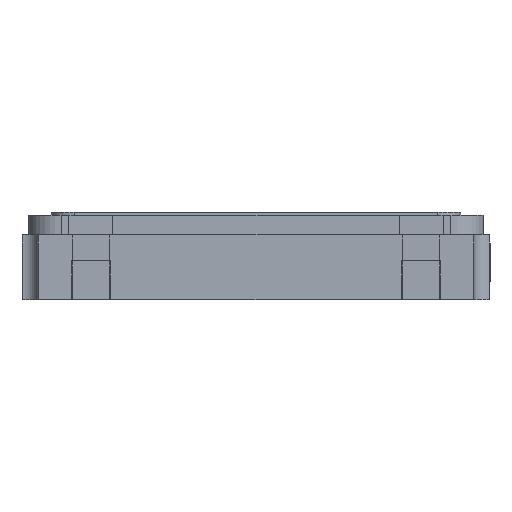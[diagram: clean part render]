
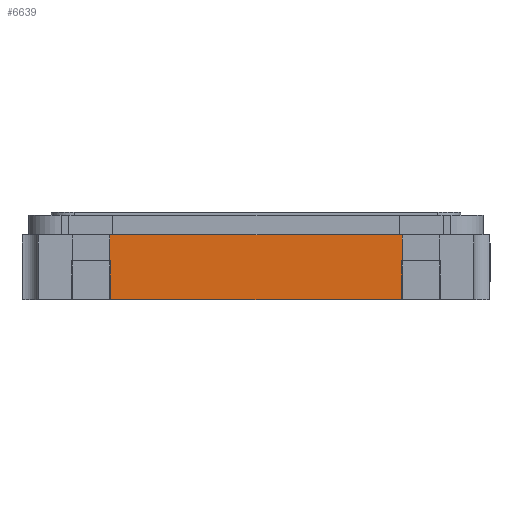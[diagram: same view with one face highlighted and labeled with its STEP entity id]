
A CAD part, front view. The second image highlights one B-rep face of the part: STEP entity #6639.
In plain terms, the highlighted planar face has unit normal (0, -1, 0).
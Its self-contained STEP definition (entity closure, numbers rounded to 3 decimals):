
#368=ORIENTED_EDGE('',*,*,#2221,.F.);
#369=ORIENTED_EDGE('',*,*,#2330,.T.);
#370=ORIENTED_EDGE('',*,*,#2331,.T.);
#371=ORIENTED_EDGE('',*,*,#2332,.T.);
#372=ORIENTED_EDGE('',*,*,#2333,.F.);
#373=ORIENTED_EDGE('',*,*,#2334,.F.);
#374=ORIENTED_EDGE('',*,*,#2245,.T.);
#375=ORIENTED_EDGE('',*,*,#2231,.F.);
#376=ORIENTED_EDGE('',*,*,#2335,.F.);
#377=ORIENTED_EDGE('',*,*,#2336,.F.);
#378=ORIENTED_EDGE('',*,*,#2337,.T.);
#379=ORIENTED_EDGE('',*,*,#2300,.T.);
#2221=EDGE_CURVE('',#3212,#3213,#3868,.T.);
#2231=EDGE_CURVE('',#3222,#3223,#3878,.T.);
#2245=EDGE_CURVE('',#3236,#3223,#3892,.T.);
#2300=EDGE_CURVE('',#3285,#3213,#3943,.T.);
#2330=EDGE_CURVE('',#3212,#3308,#3973,.T.);
#2331=EDGE_CURVE('',#3308,#3309,#3974,.T.);
#2332=EDGE_CURVE('',#3309,#3310,#3975,.T.);
#2333=EDGE_CURVE('',#3311,#3310,#3976,.T.);
#2334=EDGE_CURVE('',#3236,#3311,#3977,.T.);
#2335=EDGE_CURVE('',#3312,#3222,#3978,.T.);
#2336=EDGE_CURVE('',#3313,#3312,#3979,.T.);
#2337=EDGE_CURVE('',#3313,#3285,#3980,.T.);
#3212=VERTEX_POINT('',#9985);
#3213=VERTEX_POINT('',#9987);
#3222=VERTEX_POINT('',#10007);
#3223=VERTEX_POINT('',#10009);
#3236=VERTEX_POINT('',#10037);
#3285=VERTEX_POINT('',#10144);
#3308=VERTEX_POINT('',#10203);
#3309=VERTEX_POINT('',#10205);
#3310=VERTEX_POINT('',#10207);
#3311=VERTEX_POINT('',#10209);
#3312=VERTEX_POINT('',#10212);
#3313=VERTEX_POINT('',#10214);
#3868=LINE('',#9986,#4711);
#3878=LINE('',#10008,#4721);
#3892=LINE('',#10036,#4735);
#3943=LINE('',#10143,#4786);
#3973=LINE('',#10202,#4816);
#3974=LINE('',#10204,#4817);
#3975=LINE('',#10206,#4818);
#3976=LINE('',#10208,#4819);
#3977=LINE('',#10210,#4820);
#3978=LINE('',#10211,#4821);
#3979=LINE('',#10213,#4822);
#3980=LINE('',#10215,#4823);
#4711=VECTOR('',#8362,1000.);
#4721=VECTOR('',#8376,1000.);
#4735=VECTOR('',#8392,1000.);
#4786=VECTOR('',#8457,1000.);
#4816=VECTOR('',#8499,1000.);
#4817=VECTOR('',#8500,1000.);
#4818=VECTOR('',#8501,1000.);
#4819=VECTOR('',#8502,1000.);
#4820=VECTOR('',#8503,1000.);
#4821=VECTOR('',#8504,1000.);
#4822=VECTOR('',#8505,1000.);
#4823=VECTOR('',#8506,1000.);
#5542=EDGE_LOOP('',(#368,#369,#370,#371,#372,#373,#374,#375,#376,#377,#378,
#379));
#5921=FACE_BOUND('',#5542,.T.);
#6300=PLANE('',#7966);
#6639=ADVANCED_FACE('',(#5921),#6300,.F.);
#7966=AXIS2_PLACEMENT_3D('',#10201,#8497,#8498);
#8362=DIRECTION('',(0.,0.,-1.));
#8376=DIRECTION('',(-1.,0.,0.));
#8392=DIRECTION('',(0.,0.,-1.));
#8457=DIRECTION('',(1.,0.,0.));
#8497=DIRECTION('',(0.,1.,0.));
#8498=DIRECTION('',(-1.,0.,0.));
#8499=DIRECTION('',(1.,0.,0.));
#8500=DIRECTION('',(0.,0.,1.));
#8501=DIRECTION('',(1.,0.,0.));
#8502=DIRECTION('',(0.,0.,-1.));
#8503=DIRECTION('',(1.,0.,0.));
#8504=DIRECTION('',(0.,0.,1.));
#8505=DIRECTION('',(-1.,0.,0.));
#8506=DIRECTION('',(0.,0.,-1.));
#9985=CARTESIAN_POINT('',(2.14,-2.6,0.01));
#9986=CARTESIAN_POINT('',(2.14,-2.6,0.6));
#9987=CARTESIAN_POINT('',(2.14,-2.6,0.));
#10007=CARTESIAN_POINT('',(-2.243,-2.6,0.6));
#10008=CARTESIAN_POINT('',(-2.14,-2.6,0.6));
#10009=CARTESIAN_POINT('',(-2.253,-2.6,0.6));
#10036=CARTESIAN_POINT('',(-2.253,-2.6,1.));
#10037=CARTESIAN_POINT('',(-2.253,-2.6,1.));
#10143=CARTESIAN_POINT('',(-2.253,-2.6,0.));
#10144=CARTESIAN_POINT('',(-2.14,-2.6,0.));
#10201=CARTESIAN_POINT('',(-2.253,-2.6,1.));
#10202=CARTESIAN_POINT('',(2.14,-2.6,0.01));
#10203=CARTESIAN_POINT('',(2.243,-2.6,0.01));
#10204=CARTESIAN_POINT('',(2.243,-2.6,0.01));
#10205=CARTESIAN_POINT('',(2.243,-2.6,0.6));
#10206=CARTESIAN_POINT('',(2.14,-2.6,0.6));
#10207=CARTESIAN_POINT('',(2.253,-2.6,0.6));
#10208=CARTESIAN_POINT('',(2.253,-2.6,1.));
#10209=CARTESIAN_POINT('',(2.253,-2.6,1.));
#10210=CARTESIAN_POINT('',(-2.253,-2.6,1.));
#10211=CARTESIAN_POINT('',(-2.243,-2.6,0.01));
#10212=CARTESIAN_POINT('',(-2.243,-2.6,0.01));
#10213=CARTESIAN_POINT('',(-2.14,-2.6,0.01));
#10214=CARTESIAN_POINT('',(-2.14,-2.6,0.01));
#10215=CARTESIAN_POINT('',(-2.14,-2.6,0.6));
